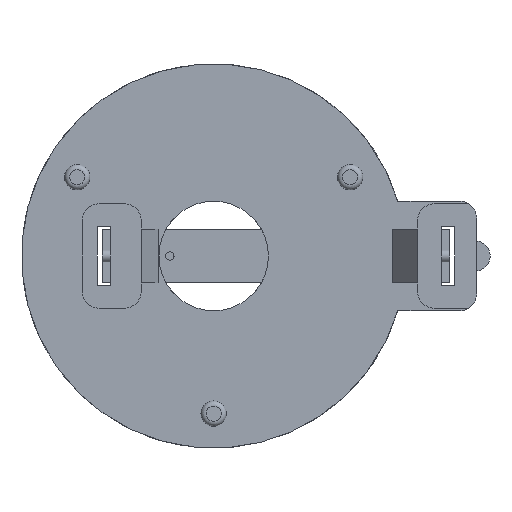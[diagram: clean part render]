
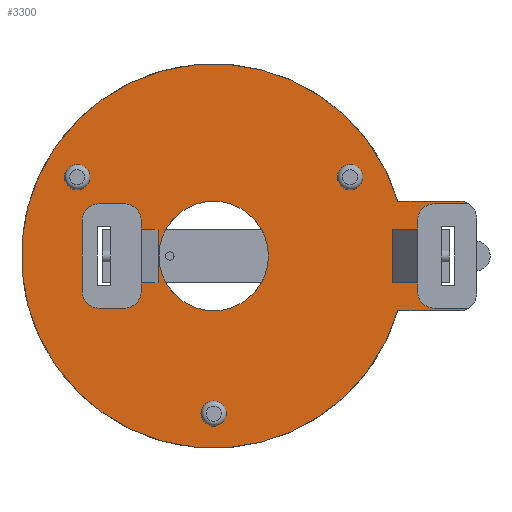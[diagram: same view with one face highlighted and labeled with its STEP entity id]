
A CAD part, front view. The second image highlights one B-rep face of the part: STEP entity #3300.
In plain terms, the highlighted planar face has unit normal (0, -1, 0).
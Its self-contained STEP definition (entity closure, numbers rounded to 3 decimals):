
#185=PLANE('',#3568);
#391=LINE('',#6330,#717);
#393=LINE('',#6334,#719);
#398=LINE('',#6345,#724);
#399=LINE('',#6347,#725);
#402=LINE('',#6352,#728);
#403=LINE('',#6354,#729);
#406=LINE('',#6359,#732);
#409=LINE('',#6363,#735);
#415=LINE('',#6371,#741);
#416=LINE('',#6373,#742);
#417=LINE('',#6375,#743);
#423=LINE('',#6390,#749);
#427=LINE('',#6398,#753);
#430=LINE('',#6420,#756);
#432=LINE('',#6424,#758);
#433=LINE('',#6426,#759);
#434=LINE('',#6428,#760);
#717=VECTOR('',#4075,1000.);
#719=VECTOR('',#4079,1000.);
#724=VECTOR('',#4086,1000.);
#725=VECTOR('',#4089,1000.);
#728=VECTOR('',#4094,1000.);
#729=VECTOR('',#4097,1000.);
#732=VECTOR('',#4102,1000.);
#735=VECTOR('',#4107,1000.);
#741=VECTOR('',#4117,1000.);
#742=VECTOR('',#4120,1000.);
#743=VECTOR('',#4123,1000.);
#749=VECTOR('',#4139,1000.);
#753=VECTOR('',#4145,1000.);
#756=VECTOR('',#4174,1000.);
#758=VECTOR('',#4178,1000.);
#759=VECTOR('',#4181,1000.);
#760=VECTOR('',#4184,1000.);
#1343=ORIENTED_EDGE('',*,*,#2112,.F.);
#1344=ORIENTED_EDGE('',*,*,#2113,.F.);
#1345=ORIENTED_EDGE('',*,*,#2114,.F.);
#1346=ORIENTED_EDGE('',*,*,#2057,.T.);
#1347=ORIENTED_EDGE('',*,*,#2111,.F.);
#1348=ORIENTED_EDGE('',*,*,#2107,.F.);
#1349=ORIENTED_EDGE('',*,*,#2045,.T.);
#1350=ORIENTED_EDGE('',*,*,#2072,.F.);
#1351=ORIENTED_EDGE('',*,*,#2041,.T.);
#1352=ORIENTED_EDGE('',*,*,#2075,.F.);
#1353=ORIENTED_EDGE('',*,*,#2049,.T.);
#1354=ORIENTED_EDGE('',*,*,#2068,.F.);
#1355=ORIENTED_EDGE('',*,*,#2053,.T.);
#1356=ORIENTED_EDGE('',*,*,#2069,.F.);
#1357=ORIENTED_EDGE('',*,*,#2110,.F.);
#1358=ORIENTED_EDGE('',*,*,#2083,.F.);
#1359=ORIENTED_EDGE('',*,*,#2031,.T.);
#1360=ORIENTED_EDGE('',*,*,#2091,.T.);
#1361=ORIENTED_EDGE('',*,*,#2115,.F.);
#1362=ORIENTED_EDGE('',*,*,#2095,.T.);
#1363=ORIENTED_EDGE('',*,*,#2023,.T.);
#1364=ORIENTED_EDGE('',*,*,#2081,.F.);
#1365=ORIENTED_EDGE('',*,*,#2027,.T.);
#1366=ORIENTED_EDGE('',*,*,#2109,.F.);
#1367=ORIENTED_EDGE('',*,*,#2065,.F.);
#1368=ORIENTED_EDGE('',*,*,#2059,.F.);
#1369=ORIENTED_EDGE('',*,*,#2064,.F.);
#1370=ORIENTED_EDGE('',*,*,#2082,.F.);
#1371=ORIENTED_EDGE('',*,*,#2037,.T.);
#1372=ORIENTED_EDGE('',*,*,#2116,.T.);
#2023=EDGE_CURVE('',#2436,#2435,#2635,.T.);
#2027=EDGE_CURVE('',#2440,#2439,#2637,.T.);
#2031=EDGE_CURVE('',#2444,#2443,#2639,.T.);
#2037=EDGE_CURVE('',#2450,#2449,#2642,.T.);
#2041=EDGE_CURVE('',#2454,#2453,#2644,.T.);
#2045=EDGE_CURVE('',#2458,#2457,#2646,.T.);
#2049=EDGE_CURVE('',#2462,#2461,#2648,.T.);
#2053=EDGE_CURVE('',#2466,#2465,#2650,.T.);
#2057=EDGE_CURVE('',#2470,#2469,#391,.T.);
#2059=EDGE_CURVE('',#2471,#2472,#393,.T.);
#2064=EDGE_CURVE('',#2475,#2471,#398,.T.);
#2065=EDGE_CURVE('',#2472,#2476,#399,.T.);
#2068=EDGE_CURVE('',#2466,#2461,#402,.T.);
#2069=EDGE_CURVE('',#2477,#2465,#403,.T.);
#2072=EDGE_CURVE('',#2454,#2457,#406,.T.);
#2075=EDGE_CURVE('',#2462,#2453,#409,.T.);
#2081=EDGE_CURVE('',#2440,#2435,#415,.T.);
#2082=EDGE_CURVE('',#2450,#2475,#416,.T.);
#2083=EDGE_CURVE('',#2444,#2449,#417,.T.);
#2091=EDGE_CURVE('',#2443,#2482,#423,.T.);
#2095=EDGE_CURVE('',#2485,#2436,#427,.T.);
#2107=EDGE_CURVE('',#2458,#2491,#430,.T.);
#2109=EDGE_CURVE('',#2476,#2439,#432,.T.);
#2110=EDGE_CURVE('',#2470,#2477,#433,.T.);
#2111=EDGE_CURVE('',#2491,#2469,#434,.T.);
#2112=EDGE_CURVE('',#2492,#2492,#2662,.T.);
#2113=EDGE_CURVE('',#2493,#2493,#2663,.T.);
#2114=EDGE_CURVE('',#2494,#2494,#2664,.T.);
#2115=EDGE_CURVE('',#2485,#2482,#2665,.T.);
#2116=EDGE_CURVE('',#2495,#2495,#2666,.T.);
#2435=VERTEX_POINT('',#6253);
#2436=VERTEX_POINT('',#6255);
#2439=VERTEX_POINT('',#6262);
#2440=VERTEX_POINT('',#6264);
#2443=VERTEX_POINT('',#6271);
#2444=VERTEX_POINT('',#6273);
#2449=VERTEX_POINT('',#6284);
#2450=VERTEX_POINT('',#6286);
#2453=VERTEX_POINT('',#6293);
#2454=VERTEX_POINT('',#6295);
#2457=VERTEX_POINT('',#6302);
#2458=VERTEX_POINT('',#6304);
#2461=VERTEX_POINT('',#6311);
#2462=VERTEX_POINT('',#6313);
#2465=VERTEX_POINT('',#6320);
#2466=VERTEX_POINT('',#6322);
#2469=VERTEX_POINT('',#6329);
#2470=VERTEX_POINT('',#6331);
#2471=VERTEX_POINT('',#6335);
#2472=VERTEX_POINT('',#6336);
#2475=VERTEX_POINT('',#6344);
#2476=VERTEX_POINT('',#6348);
#2477=VERTEX_POINT('',#6355);
#2482=VERTEX_POINT('',#6391);
#2485=VERTEX_POINT('',#6399);
#2491=VERTEX_POINT('',#6421);
#2492=VERTEX_POINT('',#6432);
#2493=VERTEX_POINT('',#6434);
#2494=VERTEX_POINT('',#6436);
#2495=VERTEX_POINT('',#6439);
#2635=CIRCLE('',#3510,1.);
#2637=CIRCLE('',#3513,1.);
#2639=CIRCLE('',#3516,1.);
#2642=CIRCLE('',#3520,1.);
#2644=CIRCLE('',#3523,1.);
#2646=CIRCLE('',#3526,1.);
#2648=CIRCLE('',#3529,1.);
#2650=CIRCLE('',#3532,1.);
#2662=CIRCLE('',#3569,0.75);
#2663=CIRCLE('',#3570,0.75);
#2664=CIRCLE('',#3571,0.75);
#2665=CIRCLE('',#3572,11.4);
#2666=CIRCLE('',#3573,3.25);
#2825=EDGE_LOOP('',(#1343));
#2826=EDGE_LOOP('',(#1344));
#2827=EDGE_LOOP('',(#1345));
#2828=EDGE_LOOP('',(#1346,#1347,#1348,#1349,#1350,#1351,#1352,#1353,#1354,
#1355,#1356,#1357));
#2829=EDGE_LOOP('',(#1358,#1359,#1360,#1361,#1362,#1363,#1364,#1365,#1366,
#1367,#1368,#1369,#1370,#1371));
#2830=EDGE_LOOP('',(#1372));
#3048=FACE_BOUND('',#2825,.T.);
#3049=FACE_BOUND('',#2826,.T.);
#3050=FACE_BOUND('',#2827,.T.);
#3051=FACE_BOUND('',#2828,.T.);
#3052=FACE_BOUND('',#2829,.T.);
#3053=FACE_BOUND('',#2830,.T.);
#3300=ADVANCED_FACE('',(#3048,#3049,#3050,#3051,#3052,#3053),#185,.F.);
#3510=AXIS2_PLACEMENT_3D('',#6254,#4009,#4010);
#3513=AXIS2_PLACEMENT_3D('',#6263,#4017,#4018);
#3516=AXIS2_PLACEMENT_3D('',#6272,#4025,#4026);
#3520=AXIS2_PLACEMENT_3D('',#6285,#4036,#4037);
#3523=AXIS2_PLACEMENT_3D('',#6294,#4044,#4045);
#3526=AXIS2_PLACEMENT_3D('',#6303,#4052,#4053);
#3529=AXIS2_PLACEMENT_3D('',#6312,#4060,#4061);
#3532=AXIS2_PLACEMENT_3D('',#6321,#4068,#4069);
#3568=AXIS2_PLACEMENT_3D('',#6430,#4187,#4188);
#3569=AXIS2_PLACEMENT_3D('',#6431,#4189,#4190);
#3570=AXIS2_PLACEMENT_3D('',#6433,#4191,#4192);
#3571=AXIS2_PLACEMENT_3D('',#6435,#4193,#4194);
#3572=AXIS2_PLACEMENT_3D('',#6437,#4195,#4196);
#3573=AXIS2_PLACEMENT_3D('',#6438,#4197,#4198);
#4009=DIRECTION('',(0.,-1.,0.));
#4010=DIRECTION('',(0.,0.,1.));
#4017=DIRECTION('',(0.,1.,0.));
#4018=DIRECTION('',(0.,0.,1.));
#4025=DIRECTION('',(0.,-1.,0.));
#4026=DIRECTION('',(0.,0.,1.));
#4036=DIRECTION('',(0.,1.,0.));
#4037=DIRECTION('',(0.,0.,1.));
#4044=DIRECTION('',(0.,1.,0.));
#4045=DIRECTION('',(0.,0.,1.));
#4052=DIRECTION('',(0.,1.,0.));
#4053=DIRECTION('',(0.,0.,1.));
#4060=DIRECTION('',(0.,1.,0.));
#4061=DIRECTION('',(0.,0.,1.));
#4068=DIRECTION('',(0.,1.,0.));
#4069=DIRECTION('',(0.,0.,1.));
#4075=DIRECTION('',(0.,0.,-1.));
#4079=DIRECTION('',(0.,0.,-1.));
#4086=DIRECTION('',(-1.,0.,0.));
#4089=DIRECTION('',(1.,0.,0.));
#4094=DIRECTION('',(-1.,0.,0.));
#4097=DIRECTION('',(0.,0.,1.));
#4102=DIRECTION('',(1.,0.,0.));
#4107=DIRECTION('',(0.,0.,-1.));
#4117=DIRECTION('',(1.,0.,0.));
#4120=DIRECTION('',(0.,0.,-1.));
#4123=DIRECTION('',(-1.,0.,0.));
#4139=DIRECTION('',(-1.,0.,0.));
#4145=DIRECTION('',(1.,0.,0.));
#4174=DIRECTION('',(0.,0.,1.));
#4178=DIRECTION('',(0.,0.,-1.));
#4181=DIRECTION('',(-1.,0.,0.));
#4184=DIRECTION('',(1.,0.,0.));
#4187=DIRECTION('',(0.,1.,0.));
#4188=DIRECTION('',(0.,0.,1.));
#4189=DIRECTION('',(0.,-1.,0.));
#4190=DIRECTION('',(0.,0.,1.));
#4191=DIRECTION('',(0.,-1.,0.));
#4192=DIRECTION('',(0.,0.,1.));
#4193=DIRECTION('',(0.,-1.,0.));
#4194=DIRECTION('',(0.,0.,1.));
#4195=DIRECTION('',(0.,1.,0.));
#4196=DIRECTION('',(0.,0.,1.));
#4197=DIRECTION('',(0.,1.,0.));
#4198=DIRECTION('',(0.,0.,1.));
#6253=CARTESIAN_POINT('',(15.127,0.,-3.1));
#6254=CARTESIAN_POINT('',(14.6,0.,-2.25));
#6255=CARTESIAN_POINT('',(14.6,0.,-3.25));
#6262=CARTESIAN_POINT('',(12.1,0.,-2.1));
#6263=CARTESIAN_POINT('',(13.1,0.,-2.1));
#6264=CARTESIAN_POINT('',(13.1,0.,-3.1));
#6271=CARTESIAN_POINT('',(14.6,0.,3.25));
#6272=CARTESIAN_POINT('',(14.6,0.,2.25));
#6273=CARTESIAN_POINT('',(15.127,0.,3.1));
#6284=CARTESIAN_POINT('',(13.1,0.,3.1));
#6285=CARTESIAN_POINT('',(13.1,0.,2.1));
#6286=CARTESIAN_POINT('',(12.1,0.,2.1));
#6293=CARTESIAN_POINT('',(-7.8,0.,-2.1));
#6294=CARTESIAN_POINT('',(-6.8,0.,-2.1));
#6295=CARTESIAN_POINT('',(-6.8,0.,-3.1));
#6302=CARTESIAN_POINT('',(-5.3,0.,-3.1));
#6303=CARTESIAN_POINT('',(-5.3,0.,-2.1));
#6304=CARTESIAN_POINT('',(-4.3,0.,-2.1));
#6311=CARTESIAN_POINT('',(-6.8,0.,3.1));
#6312=CARTESIAN_POINT('',(-6.8,0.,2.1));
#6313=CARTESIAN_POINT('',(-7.8,0.,2.1));
#6320=CARTESIAN_POINT('',(-4.3,0.,2.1));
#6321=CARTESIAN_POINT('',(-5.3,0.,2.1));
#6322=CARTESIAN_POINT('',(-5.3,0.,3.1));
#6329=CARTESIAN_POINT('',(-3.3,0.,-1.6));
#6330=CARTESIAN_POINT('',(-3.3,0.,18.122));
#6331=CARTESIAN_POINT('',(-3.3,0.,1.6));
#6334=CARTESIAN_POINT('',(10.6,0.,18.122));
#6335=CARTESIAN_POINT('',(10.6,0.,1.6));
#6336=CARTESIAN_POINT('',(10.6,0.,-1.6));
#6344=CARTESIAN_POINT('',(12.1,0.,1.6));
#6345=CARTESIAN_POINT('',(-4.3,0.,1.6));
#6347=CARTESIAN_POINT('',(-4.3,0.,-1.6));
#6348=CARTESIAN_POINT('',(12.1,0.,-1.6));
#6352=CARTESIAN_POINT('',(-7.8,0.,3.1));
#6354=CARTESIAN_POINT('',(-4.3,0.,3.1));
#6355=CARTESIAN_POINT('',(-4.3,0.,1.6));
#6359=CARTESIAN_POINT('',(-7.8,0.,-3.1));
#6363=CARTESIAN_POINT('',(-7.8,0.,3.1));
#6371=CARTESIAN_POINT('',(15.6,0.,-3.1));
#6373=CARTESIAN_POINT('',(12.1,0.,3.1));
#6375=CARTESIAN_POINT('',(15.6,0.,3.1));
#6390=CARTESIAN_POINT('',(10.1,0.,3.25));
#6391=CARTESIAN_POINT('',(10.927,0.,3.25));
#6398=CARTESIAN_POINT('',(10.1,0.,-3.25));
#6399=CARTESIAN_POINT('',(10.927,0.,-3.25));
#6420=CARTESIAN_POINT('',(-4.3,0.,3.1));
#6421=CARTESIAN_POINT('',(-4.3,0.,-1.6));
#6424=CARTESIAN_POINT('',(12.1,0.,3.1));
#6426=CARTESIAN_POINT('',(-4.3,0.,1.6));
#6428=CARTESIAN_POINT('',(-4.3,0.,-1.6));
#6430=CARTESIAN_POINT('',(0.,0.,0.));
#6431=CARTESIAN_POINT('',(8.097,0.,4.675));
#6432=CARTESIAN_POINT('',(8.097,0.,5.425));
#6433=CARTESIAN_POINT('',(-8.097,0.,4.675));
#6434=CARTESIAN_POINT('',(-8.097,0.,5.425));
#6435=CARTESIAN_POINT('',(0.,0.,-9.35));
#6436=CARTESIAN_POINT('',(0.,0.,-8.6));
#6437=CARTESIAN_POINT('',(0.,0.,0.));
#6438=CARTESIAN_POINT('',(0.,0.,0.));
#6439=CARTESIAN_POINT('',(0.,0.,3.25));
